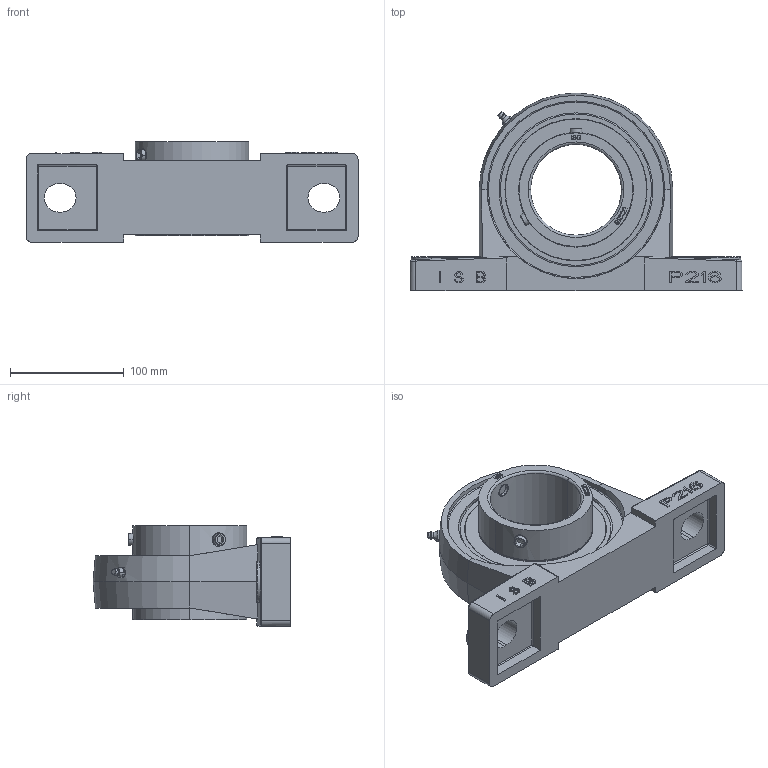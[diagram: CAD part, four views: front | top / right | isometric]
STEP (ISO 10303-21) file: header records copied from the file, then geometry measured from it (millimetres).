
FILE_DESCRIPTION((''),'2;1');
FILE_NAME('UCP216_ASM','2019-03-13T09:30:40',('giuseppe.caruso'),(''),'CREO PARAMETRIC BY PTC INC, 2016390','CREO PARAMETRIC BY PTC INC, 2016390','');
FILE_SCHEMA(('CONFIG_CONTROL_DESIGN'));
Length unit declared in the file: millimetre
Products named in the file (11): P216; UC216_AI_AF0; UC216_AE_AF0; UC216_BALL; UC216_CAGE; UC216_SEAL; UC216_FLAP; M12X1-5_INST; UC216_ASM; M8X1; UCP216_ASM
Assembly tree (23 placements, depth 3):
  UCP216_ASM
    P216
    UC216_ASM
      UC216_AI_AF0
      UC216_AE_AF0
      UC216_BALL  x11
      UC216_CAGE
      UC216_SEAL  x2
      UC216_FLAP  x2
      M12X1-5_INST  x2
    M8X1
Bounding box: 292 x 174 x 88.3 mm (x, y, z)
Volume: 1125743.7 mm3; surface area: 273944.4 mm2
Topology: 22 solids, 26 shells, 938 faces, 2452 edges, 1576 vertices
Faces by surface type: plane 644, cylinder 140, sphere 78, cone 50, torus 22, bspline 4
Entity records: 27780 total; most frequent: CARTESIAN_POINT 5714, ORIENTED_EDGE 4538, DIRECTION 4462, EDGE_CURVE 2280, VECTOR 1696, LINE 1696, VERTEX_POINT 1488, AXIS2_PLACEMENT_3D 1383
